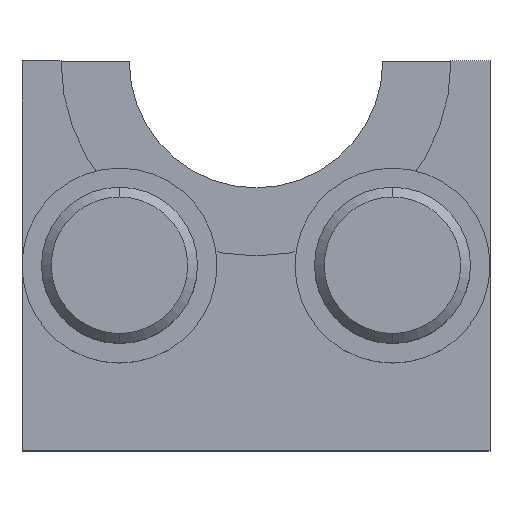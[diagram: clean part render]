
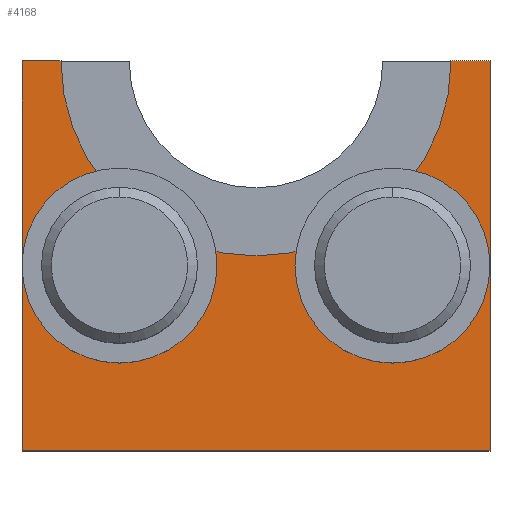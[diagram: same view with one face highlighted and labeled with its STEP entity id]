
A CAD part, top view. The second image highlights one B-rep face of the part: STEP entity #4168.
In plain terms, the highlighted planar face has unit normal (0, 0, 1).
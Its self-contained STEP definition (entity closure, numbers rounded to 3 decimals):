
#17 = AXIS2_PLACEMENT_3D ( 'NONE', #3079, #4000, #2079 ) ;
#59 = ORIENTED_EDGE ( 'NONE', *, *, #1913, .F. ) ;
#63 = DIRECTION ( 'NONE',  ( 1., 0., 0. ) ) ;
#69 = DIRECTION ( 'NONE',  ( 0., -1., 0. ) ) ;
#130 = EDGE_CURVE ( 'NONE', #1349, #2272, #4015, .T. ) ;
#196 = CARTESIAN_POINT ( 'NONE',  ( 10.105, -9.958, 27. ) ) ;
#219 = ORIENTED_EDGE ( 'NONE', *, *, #1300, .F. ) ;
#234 = CARTESIAN_POINT ( 'NONE',  ( -10.545, -0.458, 27. ) ) ;
#269 = AXIS2_PLACEMENT_3D ( 'NONE', #2056, #2406, #463 ) ;
#317 = EDGE_CURVE ( 'NONE', #2602, #1349, #1839, .T. ) ;
#354 = EDGE_CURVE ( 'NONE', #2325, #2272, #4109, .T. ) ;
#368 = CARTESIAN_POINT ( 'NONE',  ( -13.895, 10.042, 27. ) ) ;
#407 = ORIENTED_EDGE ( 'NONE', *, *, #3996, .F. ) ;
#463 = DIRECTION ( 'NONE',  ( 1., 0., 0. ) ) ;
#489 = CARTESIAN_POINT ( 'NONE',  ( 6.755, -0.458, 27. ) ) ;
#499 = AXIS2_PLACEMENT_3D ( 'NONE', #3555, #651, #1625 ) ;
#536 = LINE ( 'NONE', #368, #2715 ) ;
#576 = DIRECTION ( 'NONE',  ( 1., 0., 0. ) ) ;
#631 = VECTOR ( 'NONE', #63, 1000. ) ;
#651 = DIRECTION ( 'NONE',  ( 0., 0., 1. ) ) ;
#746 = EDGE_LOOP ( 'NONE', ( #1757, #59 ) ) ;
#988 = FACE_BOUND ( 'NONE', #4135, .T. ) ;
#997 = DIRECTION ( 'NONE',  ( 1., 0., 0. ) ) ;
#1021 = VECTOR ( 'NONE', #576, 1000. ) ;
#1275 = AXIS2_PLACEMENT_3D ( 'NONE', #3870, #2589, #1593 ) ;
#1300 = EDGE_CURVE ( 'NONE', #3434, #2602, #3726, .T. ) ;
#1349 = VERTEX_POINT ( 'NONE', #3102 ) ;
#1366 = CARTESIAN_POINT ( 'NONE',  ( 3.455, -0.458, 27. ) ) ;
#1401 = DIRECTION ( 'NONE',  ( -1., 0., 0. ) ) ;
#1459 = CARTESIAN_POINT ( 'NONE',  ( -13.895, -9.958, 27. ) ) ;
#1516 = ORIENTED_EDGE ( 'NONE', *, *, #2683, .T. ) ;
#1536 = CARTESIAN_POINT ( 'NONE',  ( -13.895, 10.042, 27. ) ) ;
#1587 = CIRCLE ( 'NONE', #1275, 1.65 ) ;
#1593 = DIRECTION ( 'NONE',  ( 1., 0., 0. ) ) ;
#1625 = DIRECTION ( 'NONE',  ( 1., 0., 0. ) ) ;
#1626 = AXIS2_PLACEMENT_3D ( 'NONE', #2751, #3353, #1401 ) ;
#1627 = CARTESIAN_POINT ( 'NONE',  ( 8.105, 10.042, 27. ) ) ;
#1631 = VECTOR ( 'NONE', #2575, 1000. ) ;
#1694 = EDGE_LOOP ( 'NONE', ( #2178, #219, #1868, #1516, #4137, #2286 ) ) ;
#1757 = ORIENTED_EDGE ( 'NONE', *, *, #2380, .F. ) ;
#1839 = LINE ( 'NONE', #1968, #1934 ) ;
#1868 = ORIENTED_EDGE ( 'NONE', *, *, #3031, .F. ) ;
#1913 = EDGE_CURVE ( 'NONE', #3272, #2029, #1587, .T. ) ;
#1934 = VECTOR ( 'NONE', #997, 1000. ) ;
#1952 = CARTESIAN_POINT ( 'NONE',  ( -7.245, -0.458, 27. ) ) ;
#1968 = CARTESIAN_POINT ( 'NONE',  ( -13.895, 10.042, 27. ) ) ;
#2029 = VERTEX_POINT ( 'NONE', #1952 ) ;
#2030 = CIRCLE ( 'NONE', #499, 1.65 ) ;
#2056 = CARTESIAN_POINT ( 'NONE',  ( -8.895, -0.458, 27. ) ) ;
#2079 = DIRECTION ( 'NONE',  ( 1., 0., 0. ) ) ;
#2178 = ORIENTED_EDGE ( 'NONE', *, *, #317, .F. ) ;
#2272 = VERTEX_POINT ( 'NONE', #196 ) ;
#2286 = ORIENTED_EDGE ( 'NONE', *, *, #130, .F. ) ;
#2315 = DIRECTION ( 'NONE',  ( 1., 0., 0. ) ) ;
#2325 = VERTEX_POINT ( 'NONE', #1459 ) ;
#2380 = EDGE_CURVE ( 'NONE', #2029, #3272, #3129, .T. ) ;
#2406 = DIRECTION ( 'NONE',  ( 0., 0., 1. ) ) ;
#2575 = DIRECTION ( 'NONE',  ( 0., -1., 0. ) ) ;
#2582 = VERTEX_POINT ( 'NONE', #1366 ) ;
#2589 = DIRECTION ( 'NONE',  ( 0., 0., 1. ) ) ;
#2601 = EDGE_CURVE ( 'NONE', #3148, #2582, #3230, .T. ) ;
#2602 = VERTEX_POINT ( 'NONE', #1627 ) ;
#2629 = FACE_OUTER_BOUND ( 'NONE', #1694, .T. ) ;
#2683 = EDGE_CURVE ( 'NONE', #3295, #2325, #536, .T. ) ;
#2712 = LINE ( 'NONE', #2891, #1021 ) ;
#2715 = VECTOR ( 'NONE', #69, 1000. ) ;
#2751 = CARTESIAN_POINT ( 'NONE',  ( -13.895, 10.042, 27. ) ) ;
#2891 = CARTESIAN_POINT ( 'NONE',  ( -13.895, 10.042, 27. ) ) ;
#3031 = EDGE_CURVE ( 'NONE', #3295, #3434, #2712, .T. ) ;
#3048 = ORIENTED_EDGE ( 'NONE', *, *, #2601, .F. ) ;
#3079 = CARTESIAN_POINT ( 'NONE',  ( -1.895, 10.042, 27. ) ) ;
#3102 = CARTESIAN_POINT ( 'NONE',  ( 10.105, 10.042, 27. ) ) ;
#3129 = CIRCLE ( 'NONE', #269, 1.65 ) ;
#3148 = VERTEX_POINT ( 'NONE', #489 ) ;
#3230 = CIRCLE ( 'NONE', #3889, 1.65 ) ;
#3272 = VERTEX_POINT ( 'NONE', #234 ) ;
#3281 = CARTESIAN_POINT ( 'NONE',  ( -13.895, -9.958, 27. ) ) ;
#3295 = VERTEX_POINT ( 'NONE', #1536 ) ;
#3353 = DIRECTION ( 'NONE',  ( 0., 0., -1. ) ) ;
#3434 = VERTEX_POINT ( 'NONE', #4173 ) ;
#3498 = CARTESIAN_POINT ( 'NONE',  ( 10.105, 10.042, 27. ) ) ;
#3555 = CARTESIAN_POINT ( 'NONE',  ( 5.105, -0.458, 27. ) ) ;
#3594 = DIRECTION ( 'NONE',  ( 0., 0., 1. ) ) ;
#3726 = CIRCLE ( 'NONE', #17, 10. ) ;
#3786 = FACE_BOUND ( 'NONE', #746, .T. ) ;
#3870 = CARTESIAN_POINT ( 'NONE',  ( -8.895, -0.458, 27. ) ) ;
#3889 = AXIS2_PLACEMENT_3D ( 'NONE', #3939, #3594, #2315 ) ;
#3939 = CARTESIAN_POINT ( 'NONE',  ( 5.105, -0.458, 27. ) ) ;
#3996 = EDGE_CURVE ( 'NONE', #2582, #3148, #2030, .T. ) ;
#4000 = DIRECTION ( 'NONE',  ( 0., 0., 1. ) ) ;
#4015 = LINE ( 'NONE', #3498, #1631 ) ;
#4021 = PLANE ( 'NONE',  #1626 ) ;
#4109 = LINE ( 'NONE', #3281, #631 ) ;
#4135 = EDGE_LOOP ( 'NONE', ( #3048, #407 ) ) ;
#4137 = ORIENTED_EDGE ( 'NONE', *, *, #354, .T. ) ;
#4168 = ADVANCED_FACE ( 'NONE', ( #3786, #988, #2629 ), #4021, .F. ) ;
#4173 = CARTESIAN_POINT ( 'NONE',  ( -11.895, 10.042, 27. ) ) ;
